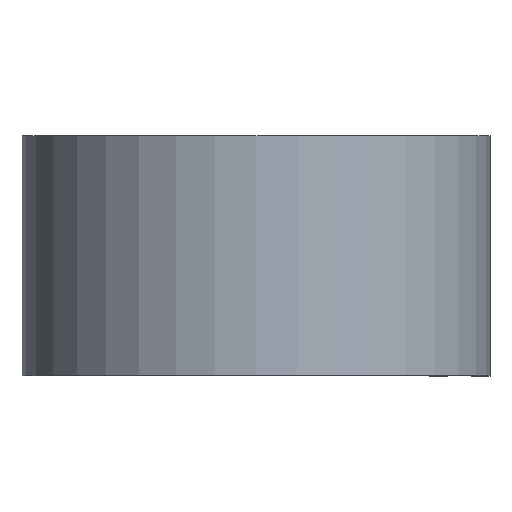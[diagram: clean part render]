
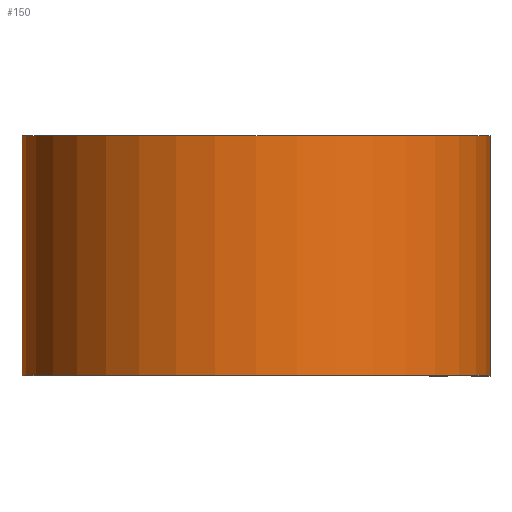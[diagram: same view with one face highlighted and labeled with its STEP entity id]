
A CAD part, top view. The second image highlights one B-rep face of the part: STEP entity #150.
In plain terms, the highlighted cylindrical face has radius 15.507 mm (diameter 31.013 mm), a partial arc.
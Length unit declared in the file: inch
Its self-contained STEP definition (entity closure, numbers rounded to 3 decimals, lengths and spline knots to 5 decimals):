
#49 = LINE ( 'NONE', #512, #469 ) ;
#57 = DIRECTION ( 'NONE',  ( 1., 0., 0. ) ) ;
#61 = CARTESIAN_POINT ( 'NONE',  ( 0., 0.3125, 0. ) ) ;
#112 = DIRECTION ( 'NONE',  ( 0., 0., -1. ) ) ;
#128 = ORIENTED_EDGE ( 'NONE', *, *, #476, .F. ) ;
#150 = ADVANCED_FACE ( 'NONE', ( #412 ), #429, .T. ) ;
#163 = VERTEX_POINT ( 'NONE', #624 ) ;
#177 = VERTEX_POINT ( 'NONE', #648 ) ;
#183 = VERTEX_POINT ( 'NONE', #640 ) ;
#238 = AXIS2_PLACEMENT_3D ( 'NONE', #61, #259, #112 ) ;
#242 = VERTEX_POINT ( 'NONE', #575 ) ;
#255 = CARTESIAN_POINT ( 'NONE',  ( 0., 0.3125, -0.6105 ) ) ;
#259 = DIRECTION ( 'NONE',  ( 0., -1., 0. ) ) ;
#265 = EDGE_CURVE ( 'NONE', #177, #242, #49, .T. ) ;
#277 = CARTESIAN_POINT ( 'NONE',  ( 0., -0.3125, 0. ) ) ;
#300 = DIRECTION ( 'NONE',  ( 0., 1., 0. ) ) ;
#302 = DIRECTION ( 'NONE',  ( 1., 0., 0. ) ) ;
#329 = ORIENTED_EDGE ( 'NONE', *, *, #265, .F. ) ;
#375 = EDGE_CURVE ( 'NONE', #183, #163, #574, .T. ) ;
#382 = EDGE_LOOP ( 'NONE', ( #424, #329, #128, #611 ) ) ;
#396 = AXIS2_PLACEMENT_3D ( 'NONE', #538, #543, #57 ) ;
#412 = FACE_OUTER_BOUND ( 'NONE', #382, .T. ) ;
#424 = ORIENTED_EDGE ( 'NONE', *, *, #529, .T. ) ;
#429 = CYLINDRICAL_SURFACE ( 'NONE', #238, 0.6105 ) ;
#439 = VECTOR ( 'NONE', #550, 39.37008 ) ;
#469 = VECTOR ( 'NONE', #515, 39.37008 ) ;
#476 = EDGE_CURVE ( 'NONE', #183, #177, #522, .T. ) ;
#512 = CARTESIAN_POINT ( 'NONE',  ( 0.6105, 0.3125, 0. ) ) ;
#515 = DIRECTION ( 'NONE',  ( 0., -1., 0. ) ) ;
#522 = CIRCLE ( 'NONE', #396, 0.6105 ) ;
#529 = EDGE_CURVE ( 'NONE', #163, #242, #626, .T. ) ;
#538 = CARTESIAN_POINT ( 'NONE',  ( 0., 0.3125, 0. ) ) ;
#540 = AXIS2_PLACEMENT_3D ( 'NONE', #277, #300, #302 ) ;
#543 = DIRECTION ( 'NONE',  ( 0., 1., 0. ) ) ;
#550 = DIRECTION ( 'NONE',  ( 0., -1., 0. ) ) ;
#574 = LINE ( 'NONE', #255, #439 ) ;
#575 = CARTESIAN_POINT ( 'NONE',  ( 0.6105, -0.3125, 0. ) ) ;
#611 = ORIENTED_EDGE ( 'NONE', *, *, #375, .T. ) ;
#624 = CARTESIAN_POINT ( 'NONE',  ( 0., -0.3125, -0.6105 ) ) ;
#626 = CIRCLE ( 'NONE', #540, 0.6105 ) ;
#640 = CARTESIAN_POINT ( 'NONE',  ( 0., 0.3125, -0.6105 ) ) ;
#648 = CARTESIAN_POINT ( 'NONE',  ( 0.6105, 0.3125, 0. ) ) ;
